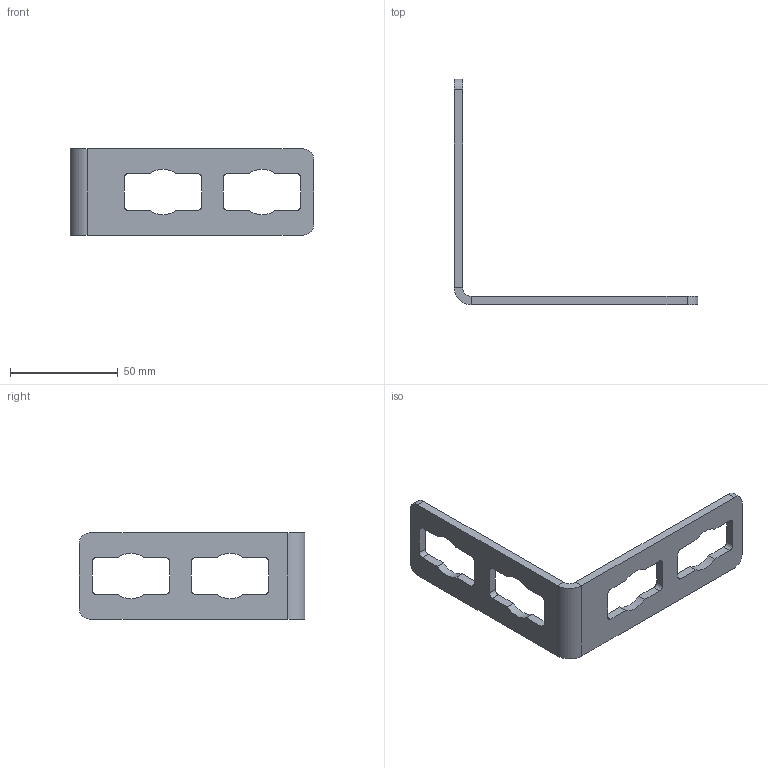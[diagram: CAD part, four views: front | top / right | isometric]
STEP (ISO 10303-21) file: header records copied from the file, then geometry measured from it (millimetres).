
FILE_DESCRIPTION((''),'2;1');
FILE_NAME('LCSP2_PRT','2020-05-07T12:22:49',('tomasz.grudniewski'),(''),'CREO PARAMETRIC BY PTC INC, 2018400','CREO PARAMETRIC BY PTC INC, 2018400','');
FILE_SCHEMA(('CONFIG_CONTROL_DESIGN'));
Length unit declared in the file: millimetre
Products named in the file (1): LCSP2_PRT
Bounding box: 113 x 104.72 x 40 mm (x, y, z)
Volume: 23422.8 mm3; surface area: 15354.4 mm2
Topology: 1 solids, 1 shells, 66 faces, 184 edges, 120 vertices
Faces by surface type: plane 36, cylinder 30
Entity records: 2178 total; most frequent: DIRECTION 376, CARTESIAN_POINT 370, ORIENTED_EDGE 368, EDGE_CURVE 184, AXIS2_PLACEMENT_3D 126, VECTOR 124, LINE 124, VERTEX_POINT 120
